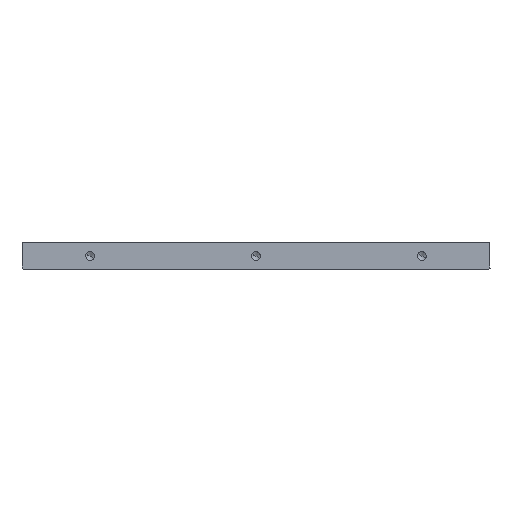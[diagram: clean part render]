
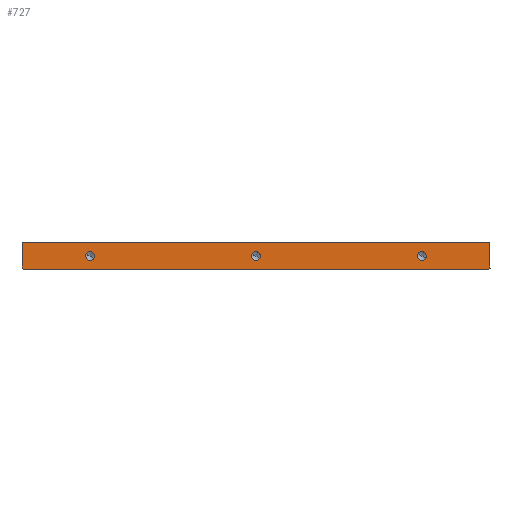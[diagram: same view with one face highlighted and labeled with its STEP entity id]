
A CAD part, left-side view. The second image highlights one B-rep face of the part: STEP entity #727.
In plain terms, the highlighted planar face has unit normal (-1, 0, 0).
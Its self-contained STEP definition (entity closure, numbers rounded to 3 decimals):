
#115=CARTESIAN_POINT('Vertex',(-97.6,53.6,6.)) ;
#118=CARTESIAN_POINT('Line Origine',(-97.6,0.,6.)) ;
#122=CARTESIAN_POINT('Vertex',(-97.6,-53.6,6.)) ;
#614=CARTESIAN_POINT('Vertex',(-97.6,53.6,0.25)) ;
#617=CARTESIAN_POINT('Line Origine',(-97.6,53.6,3.125)) ;
#634=CARTESIAN_POINT('Axis2P3D Location',(-97.6,-53.6,0.)) ;
#639=CARTESIAN_POINT('Line Origine',(-97.6,53.475,0.125)) ;
#643=CARTESIAN_POINT('Vertex',(-97.6,53.35,0.)) ;
#646=CARTESIAN_POINT('Line Origine',(-97.6,0.,0.)) ;
#650=CARTESIAN_POINT('Vertex',(-97.6,-53.35,0.)) ;
#653=CARTESIAN_POINT('Line Origine',(-97.6,-53.475,0.125)) ;
#657=CARTESIAN_POINT('Vertex',(-97.6,-53.6,0.25)) ;
#660=CARTESIAN_POINT('Line Origine',(-97.6,-53.6,3.125)) ;
#673=CARTESIAN_POINT('Axis2P3D Location',(-97.6,38.,3.)) ;
#677=CARTESIAN_POINT('Vertex',(-97.6,37.117,2.517)) ;
#679=CARTESIAN_POINT('Vertex',(-97.6,38.883,3.483)) ;
#682=CARTESIAN_POINT('Axis2P3D Location',(-97.6,38.,3.)) ;
#691=CARTESIAN_POINT('Axis2P3D Location',(-97.6,-38.,3.)) ;
#695=CARTESIAN_POINT('Vertex',(-97.6,-38.883,2.517)) ;
#697=CARTESIAN_POINT('Vertex',(-97.6,-37.117,3.483)) ;
#700=CARTESIAN_POINT('Axis2P3D Location',(-97.6,-38.,3.)) ;
#709=CARTESIAN_POINT('Axis2P3D Location',(-97.6,0.,3.)) ;
#713=CARTESIAN_POINT('Vertex',(-97.6,-0.883,2.517)) ;
#715=CARTESIAN_POINT('Vertex',(-97.6,0.883,3.483)) ;
#718=CARTESIAN_POINT('Axis2P3D Location',(-97.6,0.,3.)) ;
#119=DIRECTION('Vector Direction',(0.,1.,0.)) ;
#618=DIRECTION('Vector Direction',(0.,0.,1.)) ;
#635=DIRECTION('Axis2P3D Direction',(1.,0.,0.)) ;
#636=DIRECTION('Axis2P3D XDirection',(0.,1.,0.)) ;
#640=DIRECTION('Vector Direction',(0.,-0.707,-0.707)) ;
#647=DIRECTION('Vector Direction',(0.,1.,0.)) ;
#654=DIRECTION('Vector Direction',(0.,0.707,-0.707)) ;
#661=DIRECTION('Vector Direction',(0.,0.,1.)) ;
#674=DIRECTION('Axis2P3D Direction',(1.,0.,0.)) ;
#683=DIRECTION('Axis2P3D Direction',(1.,0.,0.)) ;
#692=DIRECTION('Axis2P3D Direction',(1.,0.,0.)) ;
#701=DIRECTION('Axis2P3D Direction',(1.,0.,0.)) ;
#710=DIRECTION('Axis2P3D Direction',(1.,0.,0.)) ;
#719=DIRECTION('Axis2P3D Direction',(1.,0.,0.)) ;
#637=AXIS2_PLACEMENT_3D('Plane Axis2P3D',#634,#635,#636) ;
#675=AXIS2_PLACEMENT_3D('Circle Axis2P3D',#673,#674,$) ;
#684=AXIS2_PLACEMENT_3D('Circle Axis2P3D',#682,#683,$) ;
#693=AXIS2_PLACEMENT_3D('Circle Axis2P3D',#691,#692,$) ;
#702=AXIS2_PLACEMENT_3D('Circle Axis2P3D',#700,#701,$) ;
#711=AXIS2_PLACEMENT_3D('Circle Axis2P3D',#709,#710,$) ;
#720=AXIS2_PLACEMENT_3D('Circle Axis2P3D',#718,#719,$) ;
#666=ORIENTED_EDGE('',*,*,#645,.F.) ;
#667=ORIENTED_EDGE('',*,*,#652,.T.) ;
#668=ORIENTED_EDGE('',*,*,#659,.F.) ;
#669=ORIENTED_EDGE('',*,*,#664,.T.) ;
#670=ORIENTED_EDGE('',*,*,#124,.F.) ;
#671=ORIENTED_EDGE('',*,*,#621,.F.) ;
#688=ORIENTED_EDGE('',*,*,#681,.T.) ;
#689=ORIENTED_EDGE('',*,*,#686,.T.) ;
#706=ORIENTED_EDGE('',*,*,#699,.T.) ;
#707=ORIENTED_EDGE('',*,*,#704,.T.) ;
#724=ORIENTED_EDGE('',*,*,#717,.T.) ;
#725=ORIENTED_EDGE('',*,*,#722,.T.) ;
#690=FACE_BOUND('',#687,.T.) ;
#708=FACE_BOUND('',#705,.T.) ;
#726=FACE_BOUND('',#723,.T.) ;
#120=VECTOR('Line Direction',#119,1.) ;
#619=VECTOR('Line Direction',#618,1.) ;
#641=VECTOR('Line Direction',#640,1.) ;
#648=VECTOR('Line Direction',#647,1.) ;
#655=VECTOR('Line Direction',#654,1.) ;
#662=VECTOR('Line Direction',#661,1.) ;
#727=ADVANCED_FACE('PartBody',(#672,#690,#708,#726),#638,.F.) ;
#676=CIRCLE('generated circle',#675,1.007) ;
#685=CIRCLE('generated circle',#684,1.007) ;
#694=CIRCLE('generated circle',#693,1.007) ;
#703=CIRCLE('generated circle',#702,1.007) ;
#712=CIRCLE('generated circle',#711,1.007) ;
#721=CIRCLE('generated circle',#720,1.007) ;
#124=EDGE_CURVE('',#116,#123,#121,.F.) ;
#621=EDGE_CURVE('',#615,#116,#620,.T.) ;
#645=EDGE_CURVE('',#644,#615,#642,.F.) ;
#652=EDGE_CURVE('',#644,#651,#649,.F.) ;
#659=EDGE_CURVE('',#658,#651,#656,.T.) ;
#664=EDGE_CURVE('',#658,#123,#663,.T.) ;
#681=EDGE_CURVE('',#678,#680,#676,.T.) ;
#686=EDGE_CURVE('',#680,#678,#685,.T.) ;
#699=EDGE_CURVE('',#696,#698,#694,.T.) ;
#704=EDGE_CURVE('',#698,#696,#703,.T.) ;
#717=EDGE_CURVE('',#714,#716,#712,.T.) ;
#722=EDGE_CURVE('',#716,#714,#721,.T.) ;
#665=EDGE_LOOP('',(#666,#667,#668,#669,#670,#671)) ;
#687=EDGE_LOOP('',(#688,#689)) ;
#705=EDGE_LOOP('',(#706,#707)) ;
#723=EDGE_LOOP('',(#724,#725)) ;
#672=FACE_OUTER_BOUND('',#665,.T.) ;
#121=LINE('Line',#118,#120) ;
#620=LINE('Line',#617,#619) ;
#642=LINE('Line',#639,#641) ;
#649=LINE('Line',#646,#648) ;
#656=LINE('Line',#653,#655) ;
#663=LINE('Line',#660,#662) ;
#638=PLANE('Plane',#637) ;
#116=VERTEX_POINT('',#115) ;
#123=VERTEX_POINT('',#122) ;
#615=VERTEX_POINT('',#614) ;
#644=VERTEX_POINT('',#643) ;
#651=VERTEX_POINT('',#650) ;
#658=VERTEX_POINT('',#657) ;
#678=VERTEX_POINT('',#677) ;
#680=VERTEX_POINT('',#679) ;
#696=VERTEX_POINT('',#695) ;
#698=VERTEX_POINT('',#697) ;
#714=VERTEX_POINT('',#713) ;
#716=VERTEX_POINT('',#715) ;
